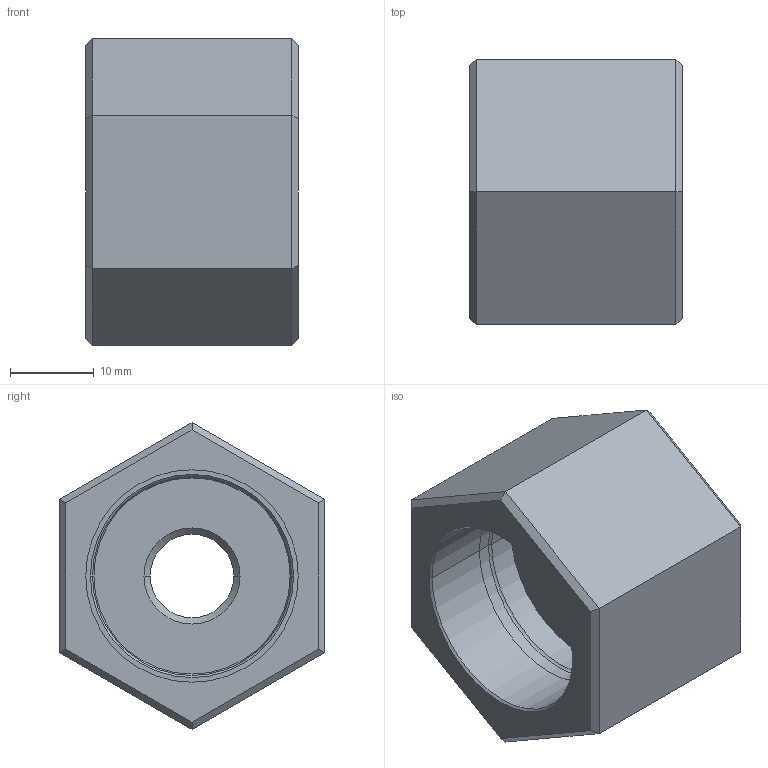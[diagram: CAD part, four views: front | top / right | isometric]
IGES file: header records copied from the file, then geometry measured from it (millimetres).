
Start section:  PTC IGES file: ilc30987240.igs
Global section: file name: ilc30987240.igs; native system: Pro/ENGINEER by Parametric Technology Corporation; preprocessor: 2004290; author: KR; organization: Unknown; date: 050825.072117; units: inch
Bounding box: 25.4 x 31.75 x 36.66 mm (x, y, z)
Surface area: 6623.7 mm2 (no closed solid volume)
Topology: 0 solids, 0 shells, 46 faces, 192 edges, 192 vertices
Faces by surface type: bspline 24, revolution 22
